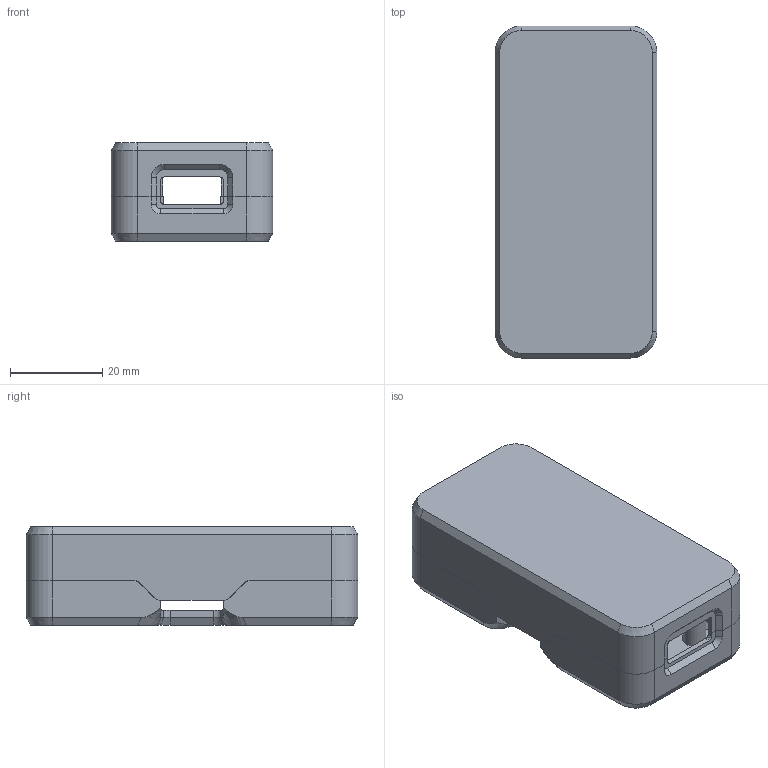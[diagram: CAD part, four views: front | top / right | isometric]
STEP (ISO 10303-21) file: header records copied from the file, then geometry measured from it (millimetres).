
FILE_DESCRIPTION (( 'STEP AP214' ), '1' );
FILE_NAME ('CASE ISOLATOR USB Melvin 20221937.STEP', '2025-04-25T23:27:18', ( '' ), ( '' ), 'SwSTEP 2.0', 'SolidWorks 2022', '' );
FILE_SCHEMA (( 'AUTOMOTIVE_DESIGN' ));
Length unit declared in the file: millimetre
Products named in the file (3): TAPA_ELCTRONICA_MERVIN[1]2.step_Predeterminado; CASE ISOLATOR USB Melvin 20221937; TAPA_ELCTRONICA_MERVIN[1]1.step_Predeterminado
Assembly tree (2 placements, depth 2):
  CASE ISOLATOR USB Melvin 20221937
    TAPA_ELCTRONICA_MERVIN[1]1.step_Predeterminado
    TAPA_ELCTRONICA_MERVIN[1]2.step_Predeterminado
Bounding box: 35.04 x 71.9 x 21.4 mm (x, y, z)
Volume: 18165.2 mm3; surface area: 17785.4 mm2
Topology: 2 solids, 2 shells, 355 faces, 941 edges, 598 vertices
Faces by surface type: plane 194, cylinder 100, cone 57, bspline 4
Entity records: 11341 total; most frequent: CARTESIAN_POINT 2341, ORIENTED_EDGE 1882, DIRECTION 1859, EDGE_CURVE 941, LINE 639, VECTOR 639, AXIS2_PLACEMENT_3D 610, VERTEX_POINT 598
